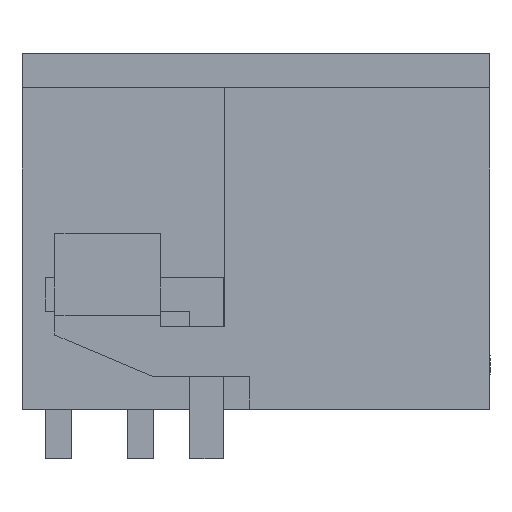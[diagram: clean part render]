
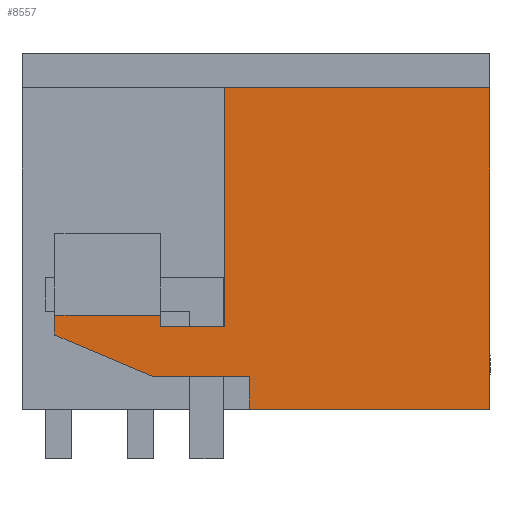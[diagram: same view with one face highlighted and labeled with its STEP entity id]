
A CAD part, left-side view. The second image highlights one B-rep face of the part: STEP entity #8557.
In plain terms, the highlighted planar face has unit normal (-1, 0, 0).
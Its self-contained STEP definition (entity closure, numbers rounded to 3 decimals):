
#8495=AXIS2_PLACEMENT_3D('Plane Axis2P3D',#8492,#8493,#8494) ;
#4734=CARTESIAN_POINT('Vertex',(0.,0.,11.25)) ;
#4737=CARTESIAN_POINT('Line Origine',(0.,0.,6.375)) ;
#4741=CARTESIAN_POINT('Vertex',(0.,0.,1.5)) ;
#8000=CARTESIAN_POINT('Line Origine',(0.,3.65,1.5)) ;
#8004=CARTESIAN_POINT('Vertex',(0.,7.3,1.5)) ;
#8145=CARTESIAN_POINT('Vertex',(0.,8.05,11.25)) ;
#8148=CARTESIAN_POINT('Line Origine',(0.,4.025,11.25)) ;
#8477=CARTESIAN_POINT('Vertex',(0.,7.3,2.497)) ;
#8480=CARTESIAN_POINT('Line Origine',(0.,7.3,1.998)) ;
#8492=CARTESIAN_POINT('Axis2P3D Location',(0.,0.,11.25)) ;
#8497=CARTESIAN_POINT('Line Origine',(0.,8.05,7.625)) ;
#8501=CARTESIAN_POINT('Vertex',(0.,8.05,4.)) ;
#8504=CARTESIAN_POINT('Line Origine',(0.,9.025,4.)) ;
#8508=CARTESIAN_POINT('Vertex',(0.,10.,4.)) ;
#8511=CARTESIAN_POINT('Line Origine',(0.,10.,4.175)) ;
#8515=CARTESIAN_POINT('Vertex',(0.,10.,4.35)) ;
#8518=CARTESIAN_POINT('Line Origine',(0.,11.6,4.35)) ;
#8522=CARTESIAN_POINT('Vertex',(0.,13.2,4.35)) ;
#8525=CARTESIAN_POINT('Line Origine',(0.,13.2,4.05)) ;
#8529=CARTESIAN_POINT('Vertex',(0.,13.2,3.75)) ;
#8532=CARTESIAN_POINT('Line Origine',(0.,11.721,3.123)) ;
#8536=CARTESIAN_POINT('Vertex',(0.,10.242,2.497)) ;
#8539=CARTESIAN_POINT('Line Origine',(0.,8.771,2.497)) ;
#4738=DIRECTION('Vector Direction',(0.,0.,-1.)) ;
#8001=DIRECTION('Vector Direction',(0.,1.,0.)) ;
#8149=DIRECTION('Vector Direction',(0.,1.,0.)) ;
#8481=DIRECTION('Vector Direction',(0.,0.,-1.)) ;
#8493=DIRECTION('Axis2P3D Direction',(1.,0.,0.)) ;
#8494=DIRECTION('Axis2P3D XDirection',(0.,0.,-1.)) ;
#8498=DIRECTION('Vector Direction',(0.,0.,1.)) ;
#8505=DIRECTION('Vector Direction',(0.,-1.,0.)) ;
#8512=DIRECTION('Vector Direction',(0.,0.,1.)) ;
#8519=DIRECTION('Vector Direction',(0.,1.,0.)) ;
#8526=DIRECTION('Vector Direction',(0.,0.,-1.)) ;
#8533=DIRECTION('Vector Direction',(0.,0.921,0.39)) ;
#8540=DIRECTION('Vector Direction',(0.,-1.,0.)) ;
#4739=VECTOR('Line Direction',#4738,1.) ;
#8002=VECTOR('Line Direction',#8001,1.) ;
#8150=VECTOR('Line Direction',#8149,1.) ;
#8482=VECTOR('Line Direction',#8481,1.) ;
#8499=VECTOR('Line Direction',#8498,1.) ;
#8506=VECTOR('Line Direction',#8505,1.) ;
#8513=VECTOR('Line Direction',#8512,1.) ;
#8520=VECTOR('Line Direction',#8519,1.) ;
#8527=VECTOR('Line Direction',#8526,1.) ;
#8534=VECTOR('Line Direction',#8533,1.) ;
#8541=VECTOR('Line Direction',#8540,1.) ;
#8545=ORIENTED_EDGE('',*,*,#8503,.F.) ;
#8546=ORIENTED_EDGE('',*,*,#8510,.F.) ;
#8547=ORIENTED_EDGE('',*,*,#8517,.F.) ;
#8548=ORIENTED_EDGE('',*,*,#8524,.F.) ;
#8549=ORIENTED_EDGE('',*,*,#8531,.F.) ;
#8550=ORIENTED_EDGE('',*,*,#8538,.F.) ;
#8551=ORIENTED_EDGE('',*,*,#8543,.F.) ;
#8552=ORIENTED_EDGE('',*,*,#8484,.F.) ;
#8553=ORIENTED_EDGE('',*,*,#8006,.F.) ;
#8554=ORIENTED_EDGE('',*,*,#4743,.F.) ;
#8555=ORIENTED_EDGE('',*,*,#8152,.T.) ;
#8557=ADVANCED_FACE('HOUSING',(#8556),#8496,.F.) ;
#4743=EDGE_CURVE('',#4735,#4742,#4740,.T.) ;
#8006=EDGE_CURVE('',#4742,#8005,#8003,.T.) ;
#8152=EDGE_CURVE('',#4735,#8146,#8151,.T.) ;
#8484=EDGE_CURVE('',#8005,#8478,#8483,.F.) ;
#8503=EDGE_CURVE('',#8502,#8146,#8500,.T.) ;
#8510=EDGE_CURVE('',#8509,#8502,#8507,.T.) ;
#8517=EDGE_CURVE('',#8516,#8509,#8514,.F.) ;
#8524=EDGE_CURVE('',#8523,#8516,#8521,.F.) ;
#8531=EDGE_CURVE('',#8530,#8523,#8528,.F.) ;
#8538=EDGE_CURVE('',#8537,#8530,#8535,.T.) ;
#8543=EDGE_CURVE('',#8478,#8537,#8542,.F.) ;
#8544=EDGE_LOOP('',(#8545,#8546,#8547,#8548,#8549,#8550,#8551,#8552,#8553,#8554,#8555)) ;
#8556=FACE_OUTER_BOUND('',#8544,.T.) ;
#4740=LINE('Line',#4737,#4739) ;
#8003=LINE('Line',#8000,#8002) ;
#8151=LINE('Line',#8148,#8150) ;
#8483=LINE('Line',#8480,#8482) ;
#8500=LINE('Line',#8497,#8499) ;
#8507=LINE('Line',#8504,#8506) ;
#8514=LINE('Line',#8511,#8513) ;
#8521=LINE('Line',#8518,#8520) ;
#8528=LINE('Line',#8525,#8527) ;
#8535=LINE('Line',#8532,#8534) ;
#8542=LINE('Line',#8539,#8541) ;
#8496=PLANE('',#8495) ;
#4735=VERTEX_POINT('',#4734) ;
#4742=VERTEX_POINT('',#4741) ;
#8005=VERTEX_POINT('',#8004) ;
#8146=VERTEX_POINT('',#8145) ;
#8478=VERTEX_POINT('',#8477) ;
#8502=VERTEX_POINT('',#8501) ;
#8509=VERTEX_POINT('',#8508) ;
#8516=VERTEX_POINT('',#8515) ;
#8523=VERTEX_POINT('',#8522) ;
#8530=VERTEX_POINT('',#8529) ;
#8537=VERTEX_POINT('',#8536) ;
